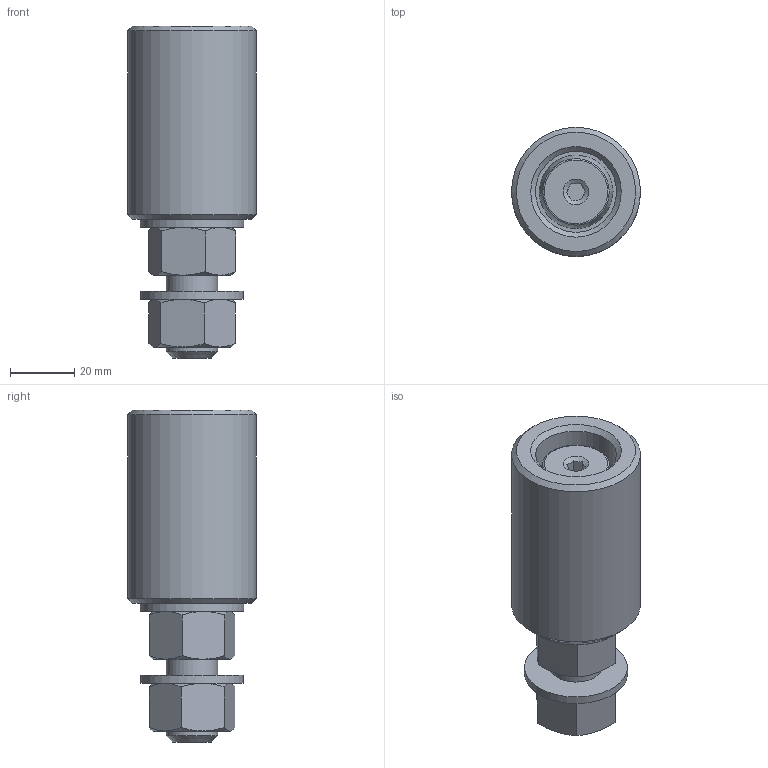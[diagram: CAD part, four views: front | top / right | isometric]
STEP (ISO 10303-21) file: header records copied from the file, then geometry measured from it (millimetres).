
FILE_DESCRIPTION(/* description */ (''),/* implementation_level */ '2;1');
FILE_NAME(/* name */ '23040L.stp',/* time_stamp */ '2023-05-09T10:01:53+02:00',/* author */ ('Didierr'),/* organization */ (''),/* preprocessor_version */ 'ST-DEVELOPER v18.1',/* originating_system */ 'Autodesk Inventor 2021',/* authorisation */ '');
FILE_SCHEMA (('CONFIG_CONTROL_DESIGN'));
Length unit declared in the file: millimetre
Products named in the file (5): 23040L; 23040L-1; 23040L-2; 09058; 06036
Assembly tree (6 placements, depth 2):
  23040L
    23040L-1
    23040L-2
    09058  x2
    06036  x2
Bounding box: 40 x 40 x 103 mm (x, y, z)
Volume: 92330.5 mm3; surface area: 26687.1 mm2
Topology: 6 solids, 6 shells, 82 faces, 166 edges, 100 vertices
Faces by surface type: cone 34, plane 34, cylinder 11, torus 2, bspline 1
Full cylindrical faces by diameter (mm): 13.835 x2, 15.9 x1, 16 x3, 16.8 x1, 25.1 x1, 32 x2, 40 x1
Entity records: 1635 total; most frequent: CARTESIAN_POINT 331, DIRECTION 254, ORIENTED_EDGE 220, EDGE_CURVE 110, AXIS2_PLACEMENT_3D 110, VERTEX_POINT 67, EDGE_LOOP 65, FACE_OUTER_BOUND 55
